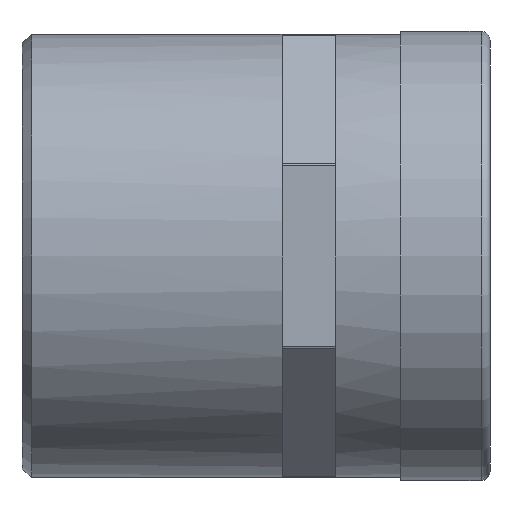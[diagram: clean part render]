
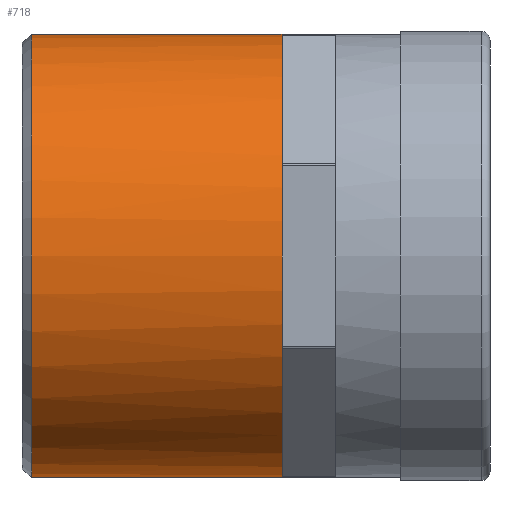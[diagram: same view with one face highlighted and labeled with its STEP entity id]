
A CAD part, front view. The second image highlights one B-rep face of the part: STEP entity #718.
In plain terms, the highlighted cylindrical face has radius 37.5 mm (diameter 75 mm), a full revolution.
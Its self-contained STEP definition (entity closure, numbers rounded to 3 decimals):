
#20=LINE('',#1170,#75);
#75=VECTOR('',#931,37.5);
#129=CYLINDRICAL_SURFACE('',#797,37.5);
#154=FACE_OUTER_BOUND('',#204,.T.);
#204=EDGE_LOOP('',(#489,#490,#491,#492,#493,#494,#495,#496,#497,#498,#499,
#500));
#252=CIRCLE('',#792,37.5);
#253=CIRCLE('',#793,37.5);
#256=CIRCLE('',#798,37.5);
#257=CIRCLE('',#799,37.5);
#258=CIRCLE('',#800,37.5);
#259=CIRCLE('',#801,37.5);
#260=CIRCLE('',#802,37.5);
#261=CIRCLE('',#803,37.5);
#262=CIRCLE('',#804,37.5);
#263=CIRCLE('',#805,37.5);
#301=VERTEX_POINT('',#1148);
#302=VERTEX_POINT('',#1149);
#305=VERTEX_POINT('',#1159);
#306=VERTEX_POINT('',#1160);
#307=VERTEX_POINT('',#1162);
#308=VERTEX_POINT('',#1164);
#309=VERTEX_POINT('',#1166);
#310=VERTEX_POINT('',#1168);
#311=VERTEX_POINT('',#1171);
#312=VERTEX_POINT('',#1173);
#368=EDGE_CURVE('',#301,#302,#252,.T.);
#369=EDGE_CURVE('',#302,#301,#253,.T.);
#373=EDGE_CURVE('',#305,#306,#256,.T.);
#374=EDGE_CURVE('',#307,#305,#257,.T.);
#375=EDGE_CURVE('',#308,#307,#258,.T.);
#376=EDGE_CURVE('',#309,#308,#259,.T.);
#377=EDGE_CURVE('',#310,#309,#260,.T.);
#378=EDGE_CURVE('',#310,#302,#20,.T.);
#379=EDGE_CURVE('',#311,#310,#261,.T.);
#380=EDGE_CURVE('',#312,#311,#262,.T.);
#381=EDGE_CURVE('',#306,#312,#263,.T.);
#489=ORIENTED_EDGE('',*,*,#373,.F.);
#490=ORIENTED_EDGE('',*,*,#374,.F.);
#491=ORIENTED_EDGE('',*,*,#375,.F.);
#492=ORIENTED_EDGE('',*,*,#376,.F.);
#493=ORIENTED_EDGE('',*,*,#377,.F.);
#494=ORIENTED_EDGE('',*,*,#378,.T.);
#495=ORIENTED_EDGE('',*,*,#368,.F.);
#496=ORIENTED_EDGE('',*,*,#369,.F.);
#497=ORIENTED_EDGE('',*,*,#378,.F.);
#498=ORIENTED_EDGE('',*,*,#379,.F.);
#499=ORIENTED_EDGE('',*,*,#380,.F.);
#500=ORIENTED_EDGE('',*,*,#381,.F.);
#718=ADVANCED_FACE('',(#154),#129,.T.);
#792=AXIS2_PLACEMENT_3D('',#1150,#908,#909);
#793=AXIS2_PLACEMENT_3D('',#1151,#910,#911);
#797=AXIS2_PLACEMENT_3D('',#1158,#919,#920);
#798=AXIS2_PLACEMENT_3D('',#1161,#921,#922);
#799=AXIS2_PLACEMENT_3D('',#1163,#923,#924);
#800=AXIS2_PLACEMENT_3D('',#1165,#925,#926);
#801=AXIS2_PLACEMENT_3D('',#1167,#927,#928);
#802=AXIS2_PLACEMENT_3D('',#1169,#929,#930);
#803=AXIS2_PLACEMENT_3D('',#1172,#932,#933);
#804=AXIS2_PLACEMENT_3D('',#1174,#934,#935);
#805=AXIS2_PLACEMENT_3D('',#1175,#936,#937);
#908=DIRECTION('center_axis',(-1.,0.,0.));
#909=DIRECTION('ref_axis',(0.,-1.,0.));
#910=DIRECTION('center_axis',(-1.,0.,0.));
#911=DIRECTION('ref_axis',(0.,-1.,0.));
#919=DIRECTION('center_axis',(1.,0.,0.));
#920=DIRECTION('ref_axis',(0.,1.,0.));
#921=DIRECTION('center_axis',(1.,0.,0.));
#922=DIRECTION('ref_axis',(0.,0.,-1.));
#923=DIRECTION('center_axis',(1.,0.,0.));
#924=DIRECTION('ref_axis',(0.,0.,-1.));
#925=DIRECTION('center_axis',(1.,0.,0.));
#926=DIRECTION('ref_axis',(0.,0.,-1.));
#927=DIRECTION('center_axis',(1.,0.,0.));
#928=DIRECTION('ref_axis',(0.,0.,-1.));
#929=DIRECTION('center_axis',(1.,0.,0.));
#930=DIRECTION('ref_axis',(0.,0.,-1.));
#931=DIRECTION('',(-1.,0.,0.));
#932=DIRECTION('center_axis',(1.,0.,0.));
#933=DIRECTION('ref_axis',(0.,0.,-1.));
#934=DIRECTION('center_axis',(1.,0.,0.));
#935=DIRECTION('ref_axis',(0.,0.,-1.));
#936=DIRECTION('center_axis',(1.,0.,0.));
#937=DIRECTION('ref_axis',(0.,0.,-1.));
#1148=CARTESIAN_POINT('',(-46.832,37.5,0.));
#1149=CARTESIAN_POINT('',(-46.832,-37.5,0.));
#1150=CARTESIAN_POINT('Origin',(-46.832,0.,
0.));
#1151=CARTESIAN_POINT('Origin',(-46.832,0.,
0.));
#1158=CARTESIAN_POINT('Origin',(-26.5,0.,0.));
#1159=CARTESIAN_POINT('',(-4.5,37.5,0.));
#1160=CARTESIAN_POINT('',(-4.5,26.517,26.517));
#1161=CARTESIAN_POINT('Origin',(-4.5,0.,0.));
#1162=CARTESIAN_POINT('',(-4.5,26.517,-26.517));
#1163=CARTESIAN_POINT('Origin',(-4.5,0.,0.));
#1164=CARTESIAN_POINT('',(-4.5,0.,-37.5));
#1165=CARTESIAN_POINT('Origin',(-4.5,0.,0.));
#1166=CARTESIAN_POINT('',(-4.5,-26.517,-26.517));
#1167=CARTESIAN_POINT('Origin',(-4.5,0.,0.));
#1168=CARTESIAN_POINT('',(-4.5,-37.5,0.));
#1169=CARTESIAN_POINT('Origin',(-4.5,0.,0.));
#1170=CARTESIAN_POINT('',(-26.5,-37.5,0.));
#1171=CARTESIAN_POINT('',(-4.5,-26.517,26.517));
#1172=CARTESIAN_POINT('Origin',(-4.5,0.,0.));
#1173=CARTESIAN_POINT('',(-4.5,0.,37.5));
#1174=CARTESIAN_POINT('Origin',(-4.5,0.,0.));
#1175=CARTESIAN_POINT('Origin',(-4.5,0.,0.));
